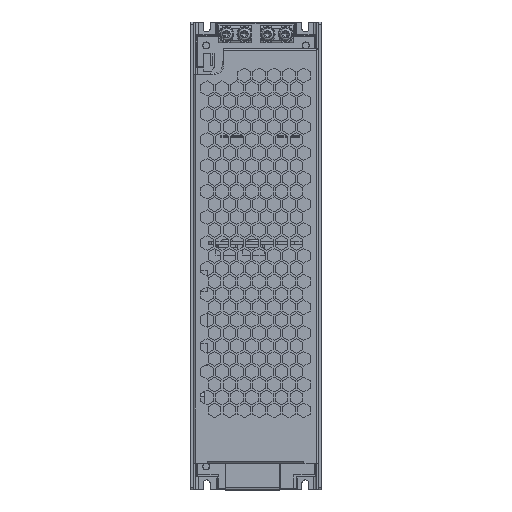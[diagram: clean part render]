
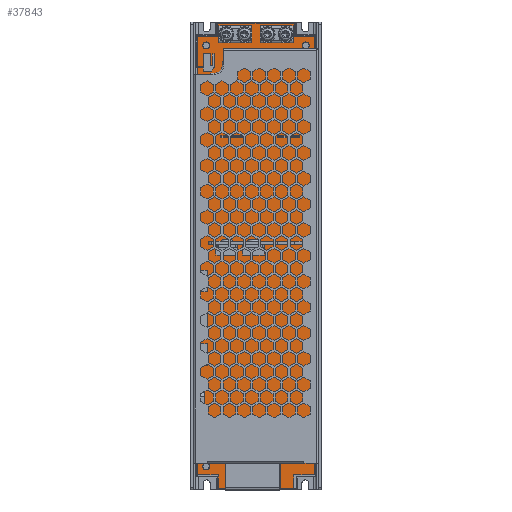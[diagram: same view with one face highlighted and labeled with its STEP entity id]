
A CAD part, top view. The second image highlights one B-rep face of the part: STEP entity #37843.
In plain terms, the highlighted planar face has unit normal (0, 0, 1).
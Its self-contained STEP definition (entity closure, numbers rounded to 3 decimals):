
#816=CIRCLE('',#40066,1.65);
#817=CIRCLE('',#40067,1.65);
#818=CIRCLE('',#40068,1.65);
#819=CIRCLE('',#40069,1.65);
#1153=FACE_BOUND('',#3707,.T.);
#1154=FACE_BOUND('',#3708,.T.);
#1155=FACE_BOUND('',#3709,.T.);
#1156=FACE_BOUND('',#3710,.T.);
#1787=FACE_OUTER_BOUND('',#3706,.T.);
#3706=EDGE_LOOP('',(#26035,#26036,#26037,#26038,#26039,#26040,#26041,#26042,
#26043,#26044,#26045,#26046));
#3707=EDGE_LOOP('',(#26047));
#3708=EDGE_LOOP('',(#26048));
#3709=EDGE_LOOP('',(#26049));
#3710=EDGE_LOOP('',(#26050));
#6298=LINE('',#53016,#11328);
#6300=LINE('',#53020,#11330);
#6302=LINE('',#53024,#11332);
#6304=LINE('',#53028,#11334);
#6306=LINE('',#53032,#11336);
#6308=LINE('',#53036,#11338);
#6310=LINE('',#53040,#11340);
#6312=LINE('',#53044,#11342);
#6314=LINE('',#53048,#11344);
#6316=LINE('',#53052,#11346);
#6318=LINE('',#53056,#11348);
#6320=LINE('',#53059,#11350);
#11328=VECTOR('',#43146,1.);
#11330=VECTOR('',#43150,1.);
#11332=VECTOR('',#43154,1.);
#11334=VECTOR('',#43158,1.);
#11336=VECTOR('',#43162,1.);
#11338=VECTOR('',#43166,1.);
#11340=VECTOR('',#43170,1.);
#11342=VECTOR('',#43174,1.);
#11344=VECTOR('',#43178,1.);
#11346=VECTOR('',#43182,1.);
#11348=VECTOR('',#43186,1.);
#11350=VECTOR('',#43190,1.);
#16251=VERTEX_POINT('',#53013);
#16252=VERTEX_POINT('',#53015);
#16253=VERTEX_POINT('',#53019);
#16254=VERTEX_POINT('',#53023);
#16255=VERTEX_POINT('',#53027);
#16256=VERTEX_POINT('',#53031);
#16257=VERTEX_POINT('',#53035);
#16258=VERTEX_POINT('',#53039);
#16259=VERTEX_POINT('',#53043);
#16260=VERTEX_POINT('',#53047);
#16261=VERTEX_POINT('',#53051);
#16262=VERTEX_POINT('',#53055);
#16263=VERTEX_POINT('',#53061);
#16264=VERTEX_POINT('',#53063);
#16265=VERTEX_POINT('',#53065);
#16266=VERTEX_POINT('',#53067);
#20039=EDGE_CURVE('',#16252,#16251,#6298,.T.);
#20041=EDGE_CURVE('',#16253,#16252,#6300,.T.);
#20043=EDGE_CURVE('',#16254,#16253,#6302,.T.);
#20045=EDGE_CURVE('',#16254,#16255,#6304,.T.);
#20047=EDGE_CURVE('',#16255,#16256,#6306,.T.);
#20049=EDGE_CURVE('',#16257,#16256,#6308,.T.);
#20051=EDGE_CURVE('',#16257,#16258,#6310,.T.);
#20053=EDGE_CURVE('',#16258,#16259,#6312,.T.);
#20055=EDGE_CURVE('',#16259,#16260,#6314,.T.);
#20057=EDGE_CURVE('',#16260,#16261,#6316,.T.);
#20059=EDGE_CURVE('',#16262,#16261,#6318,.T.);
#20061=EDGE_CURVE('',#16262,#16251,#6320,.T.);
#20062=EDGE_CURVE('',#16263,#16263,#816,.T.);
#20063=EDGE_CURVE('',#16264,#16264,#817,.T.);
#20064=EDGE_CURVE('',#16265,#16265,#818,.T.);
#20065=EDGE_CURVE('',#16266,#16266,#819,.T.);
#26035=ORIENTED_EDGE('',*,*,#20061,.F.);
#26036=ORIENTED_EDGE('',*,*,#20059,.T.);
#26037=ORIENTED_EDGE('',*,*,#20057,.F.);
#26038=ORIENTED_EDGE('',*,*,#20055,.F.);
#26039=ORIENTED_EDGE('',*,*,#20053,.F.);
#26040=ORIENTED_EDGE('',*,*,#20051,.F.);
#26041=ORIENTED_EDGE('',*,*,#20049,.T.);
#26042=ORIENTED_EDGE('',*,*,#20047,.F.);
#26043=ORIENTED_EDGE('',*,*,#20045,.F.);
#26044=ORIENTED_EDGE('',*,*,#20043,.T.);
#26045=ORIENTED_EDGE('',*,*,#20041,.T.);
#26046=ORIENTED_EDGE('',*,*,#20039,.T.);
#26047=ORIENTED_EDGE('',*,*,#20062,.F.);
#26048=ORIENTED_EDGE('',*,*,#20063,.F.);
#26049=ORIENTED_EDGE('',*,*,#20064,.F.);
#26050=ORIENTED_EDGE('',*,*,#20065,.F.);
#36096=PLANE('',#40065);
#37843=ADVANCED_FACE('',(#1787,#1153,#1154,#1155,#1156),#36096,.T.);
#40065=AXIS2_PLACEMENT_3D('',#53060,#43191,#43192);
#40066=AXIS2_PLACEMENT_3D('',#53062,#43193,#43194);
#40067=AXIS2_PLACEMENT_3D('',#53064,#43195,#43196);
#40068=AXIS2_PLACEMENT_3D('',#53066,#43197,#43198);
#40069=AXIS2_PLACEMENT_3D('',#53068,#43199,#43200);
#43146=DIRECTION('',(1.,0.,0.));
#43150=DIRECTION('',(0.,-1.,0.));
#43154=DIRECTION('',(1.,0.,0.));
#43158=DIRECTION('',(0.,1.,0.));
#43162=DIRECTION('',(1.,0.,0.));
#43166=DIRECTION('',(0.,-1.,0.));
#43170=DIRECTION('',(1.,0.,0.));
#43174=DIRECTION('',(0.,-1.,0.));
#43178=DIRECTION('',(1.,0.,0.));
#43182=DIRECTION('',(0.,-1.,0.));
#43186=DIRECTION('',(1.,0.,0.));
#43190=DIRECTION('',(0.,-1.,0.));
#43191=DIRECTION('center_axis',(0.,0.,1.));
#43192=DIRECTION('ref_axis',(1.,0.,0.));
#43193=DIRECTION('center_axis',(0.,0.,1.));
#43194=DIRECTION('ref_axis',(-1.,0.,0.));
#43195=DIRECTION('center_axis',(0.,0.,1.));
#43196=DIRECTION('ref_axis',(-1.,0.,0.));
#43197=DIRECTION('center_axis',(0.,0.,1.));
#43198=DIRECTION('ref_axis',(-1.,0.,0.));
#43199=DIRECTION('center_axis',(0.,0.,1.));
#43200=DIRECTION('ref_axis',(-1.,0.,0.));
#53013=CARTESIAN_POINT('',(70.323,50.41,184.6));
#53015=CARTESIAN_POINT('',(34.823,50.41,184.6));
#53016=CARTESIAN_POINT('',(34.823,50.41,184.6));
#53019=CARTESIAN_POINT('',(34.823,56.91,184.6));
#53020=CARTESIAN_POINT('',(34.823,56.91,184.6));
#53023=CARTESIAN_POINT('',(25.073,56.91,184.6));
#53024=CARTESIAN_POINT('',(25.073,56.91,184.6));
#53027=CARTESIAN_POINT('',(25.073,262.91,184.6));
#53028=CARTESIAN_POINT('',(25.073,56.91,184.6));
#53031=CARTESIAN_POINT('',(34.573,262.91,184.6));
#53032=CARTESIAN_POINT('',(25.073,262.91,184.6));
#53035=CARTESIAN_POINT('',(34.573,269.41,184.6));
#53036=CARTESIAN_POINT('',(34.573,269.41,184.6));
#53039=CARTESIAN_POINT('',(70.573,269.41,184.6));
#53040=CARTESIAN_POINT('',(34.573,269.41,184.6));
#53043=CARTESIAN_POINT('',(70.573,262.91,184.6));
#53044=CARTESIAN_POINT('',(70.573,269.41,184.6));
#53047=CARTESIAN_POINT('',(80.073,262.91,184.6));
#53048=CARTESIAN_POINT('',(70.573,262.91,184.6));
#53051=CARTESIAN_POINT('',(80.073,56.91,184.6));
#53052=CARTESIAN_POINT('',(80.073,262.91,184.6));
#53055=CARTESIAN_POINT('',(70.323,56.91,184.6));
#53056=CARTESIAN_POINT('',(70.323,56.91,184.6));
#53059=CARTESIAN_POINT('',(70.323,56.91,184.6));
#53060=CARTESIAN_POINT('Origin',(31.636,66.047,184.6));
#53061=CARTESIAN_POINT('',(74.423,67.16,184.6));
#53062=CARTESIAN_POINT('Origin',(76.073,67.16,184.6));
#53063=CARTESIAN_POINT('',(27.423,258.91,184.6));
#53064=CARTESIAN_POINT('Origin',(29.073,258.91,184.6));
#53065=CARTESIAN_POINT('',(74.423,258.91,184.6));
#53066=CARTESIAN_POINT('Origin',(76.073,258.91,184.6));
#53067=CARTESIAN_POINT('',(27.423,60.91,184.6));
#53068=CARTESIAN_POINT('Origin',(29.073,60.91,184.6));
